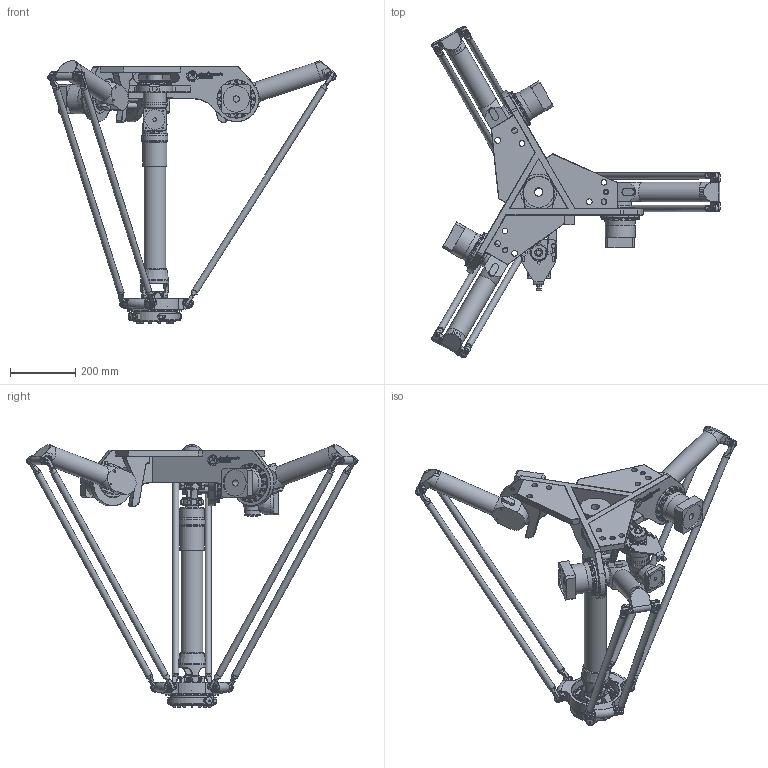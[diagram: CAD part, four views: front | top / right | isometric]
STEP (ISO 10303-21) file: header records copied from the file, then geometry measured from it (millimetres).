
FILE_DESCRIPTION(/* description */ (''),/* implementation_level */ '2;1');
FILE_NAME(/* name */ '3D-model_A_00804-ATS.stp',/* time_stamp */ '2022-02-11T11:45:20+01:00',/* author */ ('michael.schutter'),/* organization */ ('Majatronic'),/* preprocessor_version */ 'ST-DEVELOPER v16.5',/* originating_system */ 'Autodesk Inventor 2017',/* authorisation */ '');
FILE_SCHEMA (('AUTOMOTIVE_DESIGN { 1 0 10303 214 3 1 1 }'));
Length unit declared in the file: millimetre
Products named in the file (15): MT_BGR00020872MT_BGR; MT_WST00060421MT_WST; MT_WST00031699MT_WST; MT_WST00058088MT_WST; MT_WST00106842; MT_WST00063422MT_WST; MT_WST00058878MT_WST; MT_WST00058879MT_WST; MT_WST00060428MT_WST; MT_WST00058598MT_WST; MT_WST00054194MT_WST; MT_WST00060712MT_WST; MT_WST00065212MT_WST; MT_WST00065661MT_WST; MT_WST00046397MT_WST
Assembly tree (31 placements, depth 2):
  MT_BGR00020872MT_BGR
    MT_WST00060421MT_WST
    MT_WST00031699MT_WST  x6
    MT_WST00058088MT_WST
    MT_WST00106842  x2
    MT_WST00063422MT_WST
    MT_WST00058878MT_WST  x2
    MT_WST00058879MT_WST  x2
    MT_WST00060428MT_WST
    MT_WST00058598MT_WST
    MT_WST00054194MT_WST  x3
    MT_WST00060712MT_WST  x6
    MT_WST00065212MT_WST
    MT_WST00065661MT_WST
    MT_WST00046397MT_WST  x3
Bounding box: 884.58 x 1018.15 x 805.29 mm (x, y, z)
Volume: 15592770 mm3; surface area: 2105731.9 mm2
Topology: 32 solids, 47 shells, 3906 faces, 9117 edges, 5706 vertices
Faces by surface type: plane 2088, cylinder 1122, cone 389, bspline 152, torus 145, sphere 10
Full cylindrical faces by diameter (mm): 3 x2, 3.459 x12, 3.5 x2, 4 x1, 4.134 x4, 4.917 x11, 5 x8, 6 x45, 6.5 x4, 7 x12, 8 x39, 8.5 x96, 10 x12, 10.1 x2, 11 x1, 11.4 x1, 11.45 x6, 12 x26, 13 x1, 15 x2, 15.4 x3, 16 x33, 17.5 x9, 18 x32, 19 x9, 20 x26, 23.9 x1, 24 x1, 25 x5, 26 x1
Entity records: 82471 total; most frequent: CARTESIAN_POINT 23798, DIRECTION 11996, ORIENTED_EDGE 11064, EDGE_CURVE 5532, AXIS2_PLACEMENT_3D 4418, VERTEX_POINT 3728, EDGE_LOOP 3376, LINE 3160
